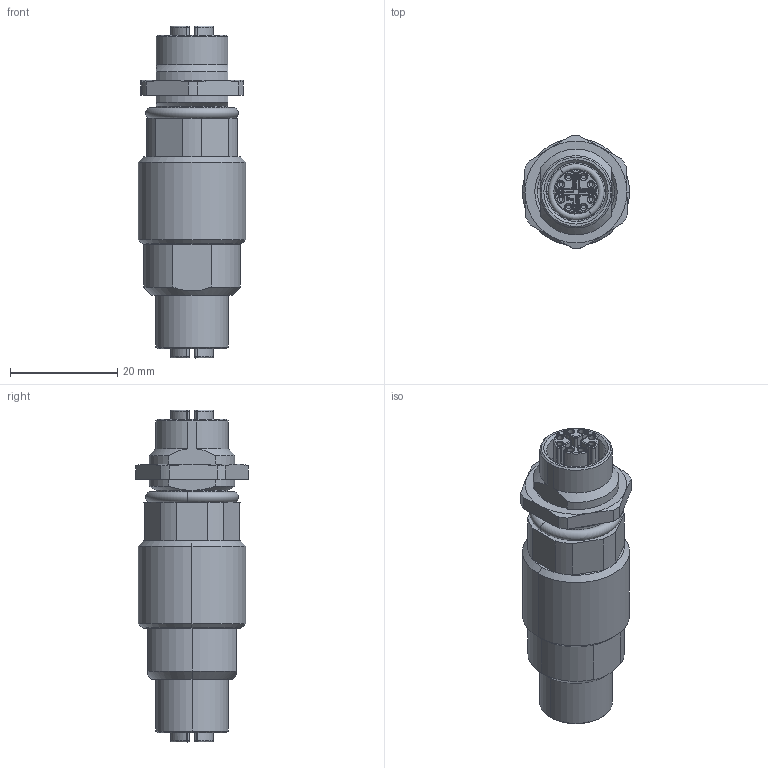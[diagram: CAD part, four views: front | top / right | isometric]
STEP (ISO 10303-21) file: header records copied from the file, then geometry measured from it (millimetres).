
FILE_DESCRIPTION (( 'STEP AP214' ), '1' );
FILE_NAME ('J80029X0100H50.STEP', '2015-08-11T09:03:46', ( '' ), ( '' ), 'SwSTEP 2.0', 'SolidWorks 2015', '' );
FILE_SCHEMA (( 'AUTOMOTIVE_DESIGN' ));
Length unit declared in the file: millimetre
Products named in the file (1): J80029X0100H50
Bounding box: 20 x 21 x 61.99 mm (x, y, z)
Volume: 12847.1 mm3; surface area: 5789.7 mm2
Topology: 1 solids, 2 shells, 685 faces, 1681 edges, 1020 vertices
Faces by surface type: cylinder 302, plane 138, bspline 110, cone 79, torus 56
Entity records: 29639 total; most frequent: CARTESIAN_POINT 6794, ORIENTED_EDGE 3354, DIRECTION 3293, EDGE_CURVE 1677, AXIS2_PLACEMENT_3D 1317, VERTEX_POINT 1020, CIRCLE 741, EDGE_LOOP 715
